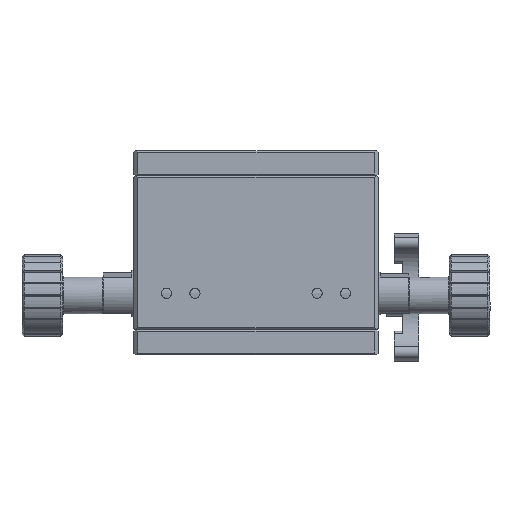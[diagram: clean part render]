
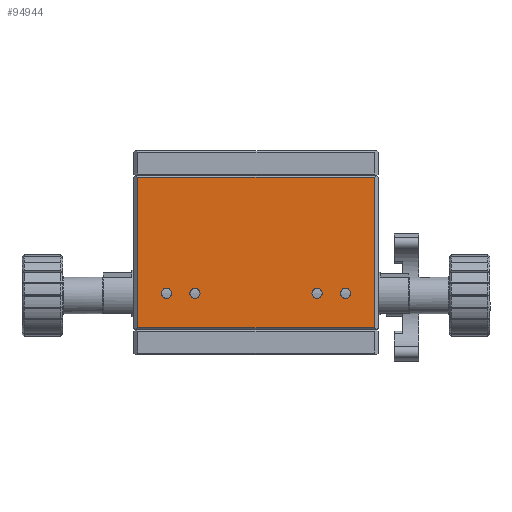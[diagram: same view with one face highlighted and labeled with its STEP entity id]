
A CAD part, top view. The second image highlights one B-rep face of the part: STEP entity #94944.
In plain terms, the highlighted planar face has unit normal (0, 0, 1).
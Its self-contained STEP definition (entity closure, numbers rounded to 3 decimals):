
#1515 = VECTOR ( 'NONE', #38202, 1000. ) ;
#4696 = ORIENTED_EDGE ( 'NONE', *, *, #109619, .F. ) ;
#5115 = EDGE_LOOP ( 'NONE', ( #7091 ) ) ;
#6506 = CARTESIAN_POINT ( 'NONE',  ( -13.565, 45.953, 17. ) ) ;
#7091 = ORIENTED_EDGE ( 'NONE', *, *, #135799, .F. ) ;
#10984 = ORIENTED_EDGE ( 'NONE', *, *, #64913, .F. ) ;
#11278 = CARTESIAN_POINT ( 'NONE',  ( -71.565, 45.453, 17. ) ) ;
#11372 = EDGE_LOOP ( 'NONE', ( #10984 ) ) ;
#11829 = AXIS2_PLACEMENT_3D ( 'NONE', #103999, #110090, #46630 ) ;
#11860 = VERTEX_POINT ( 'NONE', #11278 ) ;
#15023 = EDGE_LOOP ( 'NONE', ( #78020, #115007, #4696, #86689 ) ) ;
#15400 = DIRECTION ( 'NONE',  ( 1., 0., 0. ) ) ;
#16707 = VECTOR ( 'NONE', #121567, 1000. ) ;
#17174 = CARTESIAN_POINT ( 'NONE',  ( -71.565, 45.953, 17. ) ) ;
#17422 = LINE ( 'NONE', #80204, #16707 ) ;
#18083 = ORIENTED_EDGE ( 'NONE', *, *, #77644, .F. ) ;
#18102 = VERTEX_POINT ( 'NONE', #81679 ) ;
#19234 = DIRECTION ( 'NONE',  ( 1., 0., 0. ) ) ;
#19848 = PLANE ( 'NONE',  #11829 ) ;
#22584 = FACE_BOUND ( 'NONE', #11372, .T. ) ;
#24902 = EDGE_CURVE ( 'NONE', #25021, #11860, #50235, .T. ) ;
#25021 = VERTEX_POINT ( 'NONE', #49555 ) ;
#25744 = EDGE_LOOP ( 'NONE', ( #35915 ) ) ;
#26007 = DIRECTION ( 'NONE',  ( 1., 0., 0. ) ) ;
#26533 = CARTESIAN_POINT ( 'NONE',  ( -19.315, 16.953, 17. ) ) ;
#28510 = DIRECTION ( 'NONE',  ( 0., 0., 1. ) ) ;
#30571 = CIRCLE ( 'NONE', #83464, 1.25 ) ;
#35915 = ORIENTED_EDGE ( 'NONE', *, *, #119577, .F. ) ;
#36087 = DIRECTION ( 'NONE',  ( 0., 0., 1. ) ) ;
#36550 = EDGE_CURVE ( 'NONE', #11860, #60349, #86771, .T. ) ;
#38202 = DIRECTION ( 'NONE',  ( 0., -1., 0. ) ) ;
#38596 = EDGE_CURVE ( 'NONE', #60349, #18102, #113384, .T. ) ;
#40596 = DIRECTION ( 'NONE',  ( 0., 0., 1. ) ) ;
#41327 = AXIS2_PLACEMENT_3D ( 'NONE', #47098, #36087, #15400 ) ;
#43930 = FACE_BOUND ( 'NONE', #115497, .T. ) ;
#46023 = CARTESIAN_POINT ( 'NONE',  ( -72.565, 45.453, 17. ) ) ;
#46429 = CIRCLE ( 'NONE', #130130, 1.25 ) ;
#46630 = DIRECTION ( 'NONE',  ( -1., 0., 0. ) ) ;
#47098 = CARTESIAN_POINT ( 'NONE',  ( -27.565, 16.953, 17. ) ) ;
#49555 = CARTESIAN_POINT ( 'NONE',  ( -71.565, 8.453, 17. ) ) ;
#50235 = LINE ( 'NONE', #17174, #55808 ) ;
#52295 = CARTESIAN_POINT ( 'NONE',  ( -64.565, 16.953, 17. ) ) ;
#54114 = DIRECTION ( 'NONE',  ( 1., 0., 0. ) ) ;
#55669 = CARTESIAN_POINT ( 'NONE',  ( -13.565, 45.453, 17. ) ) ;
#55808 = VECTOR ( 'NONE', #72336, 1000. ) ;
#57555 = VERTEX_POINT ( 'NONE', #26533 ) ;
#60349 = VERTEX_POINT ( 'NONE', #55669 ) ;
#61063 = CARTESIAN_POINT ( 'NONE',  ( -20.565, 16.953, 17. ) ) ;
#64644 = FACE_BOUND ( 'NONE', #25744, .T. ) ;
#64913 = EDGE_CURVE ( 'NONE', #127321, #127321, #30571, .T. ) ;
#66607 = CARTESIAN_POINT ( 'NONE',  ( -56.315, 16.953, 17. ) ) ;
#72336 = DIRECTION ( 'NONE',  ( 0., 1., 0. ) ) ;
#73414 = CARTESIAN_POINT ( 'NONE',  ( -26.315, 16.953, 17. ) ) ;
#75695 = FACE_OUTER_BOUND ( 'NONE', #15023, .T. ) ;
#77644 = EDGE_CURVE ( 'NONE', #57555, #57555, #112588, .T. ) ;
#78020 = ORIENTED_EDGE ( 'NONE', *, *, #36550, .F. ) ;
#80204 = CARTESIAN_POINT ( 'NONE',  ( -72.565, 8.453, 17. ) ) ;
#81679 = CARTESIAN_POINT ( 'NONE',  ( -13.565, 8.453, 17. ) ) ;
#83464 = AXIS2_PLACEMENT_3D ( 'NONE', #112651, #28510, #90592 ) ;
#86689 = ORIENTED_EDGE ( 'NONE', *, *, #38596, .F. ) ;
#86771 = LINE ( 'NONE', #46023, #96174 ) ;
#90592 = DIRECTION ( 'NONE',  ( 1., 0., 0. ) ) ;
#94944 = ADVANCED_FACE ( 'NONE', ( #75695, #117061, #22584, #64644, #43930 ), #19848, .F. ) ;
#96174 = VECTOR ( 'NONE', #26007, 1000. ) ;
#101565 = AXIS2_PLACEMENT_3D ( 'NONE', #61063, #125197, #54114 ) ;
#102397 = VERTEX_POINT ( 'NONE', #73414 ) ;
#103999 = CARTESIAN_POINT ( 'NONE',  ( -72.565, 45.953, 17. ) ) ;
#107839 = CARTESIAN_POINT ( 'NONE',  ( -63.315, 16.953, 17. ) ) ;
#109619 = EDGE_CURVE ( 'NONE', #18102, #25021, #17422, .T. ) ;
#110090 = DIRECTION ( 'NONE',  ( 0., 0., -1. ) ) ;
#112588 = CIRCLE ( 'NONE', #101565, 1.25 ) ;
#112651 = CARTESIAN_POINT ( 'NONE',  ( -57.565, 16.953, 17. ) ) ;
#113384 = LINE ( 'NONE', #6506, #1515 ) ;
#115007 = ORIENTED_EDGE ( 'NONE', *, *, #24902, .F. ) ;
#115497 = EDGE_LOOP ( 'NONE', ( #18083 ) ) ;
#117061 = FACE_BOUND ( 'NONE', #5115, .T. ) ;
#119577 = EDGE_CURVE ( 'NONE', #102397, #102397, #120563, .T. ) ;
#120563 = CIRCLE ( 'NONE', #41327, 1.25 ) ;
#121567 = DIRECTION ( 'NONE',  ( -1., 0., 0. ) ) ;
#125197 = DIRECTION ( 'NONE',  ( 0., 0., 1. ) ) ;
#127321 = VERTEX_POINT ( 'NONE', #66607 ) ;
#127842 = VERTEX_POINT ( 'NONE', #107839 ) ;
#130130 = AXIS2_PLACEMENT_3D ( 'NONE', #52295, #40596, #19234 ) ;
#135799 = EDGE_CURVE ( 'NONE', #127842, #127842, #46429, .T. ) ;
